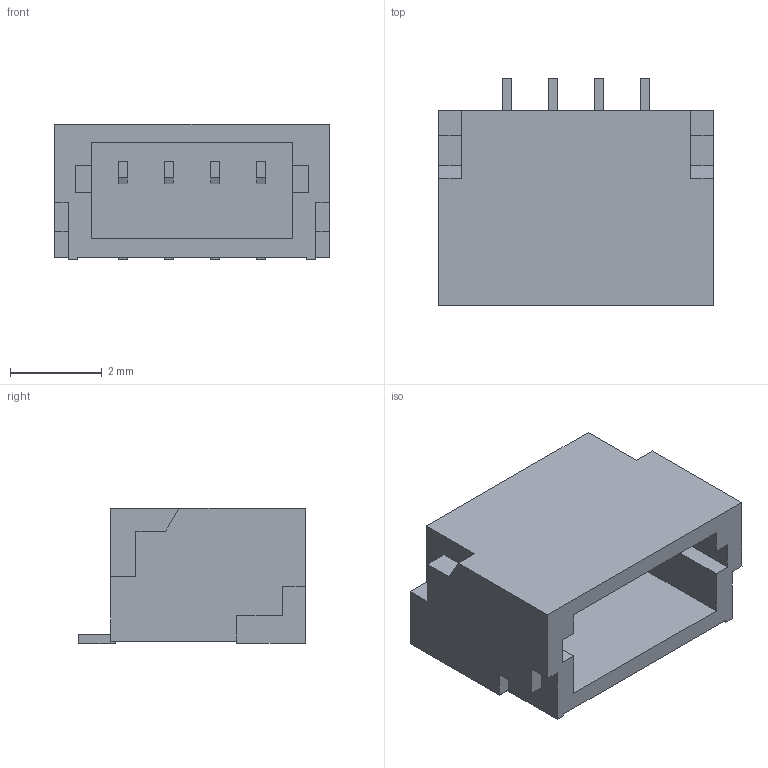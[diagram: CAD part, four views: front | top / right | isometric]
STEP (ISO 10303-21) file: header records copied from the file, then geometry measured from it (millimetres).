
FILE_DESCRIPTION(/* description */ (''),/* implementation_level */ '2;1');
FILE_NAME(/* name */ 'J-4-0100-MOS-SH.step',/* time_stamp */ '2023-03-28T21:24:17+11:00',/* author */ (''),/* organization */ (''),/* preprocessor_version */ 'ST-DEVELOPER v19.2',/* originating_system */ 'Autodesk Translation Framework v11.17.0.187',/* authorisation */ '');
FILE_SCHEMA (('AUTOMOTIVE_DESIGN { 1 0 10303 214 3 1 1 }'));
Length unit declared in the file: millimetre
Products named in the file (2): J-4-0100-MOS-SH; Document
Assembly tree (1 placements, depth 2):
  J-4-0100-MOS-SH
    Document
Bounding box: 6 x 4.95 x 2.96 mm (x, y, z)
Surface area: 163.8 mm2 (no closed solid volume)
Topology: 0 solids, 89 shells, 89 faces, 484 edges, 484 vertices
Faces by surface type: plane 89
Entity records: 4938 total; most frequent: CARTESIAN_POINT 1060, DIRECTION 668, LINE 484, VECTOR 484, VERTEX_POINT 484, EDGE_CURVE 484, ORIENTED_EDGE 484, EDGE_LOOP 94
